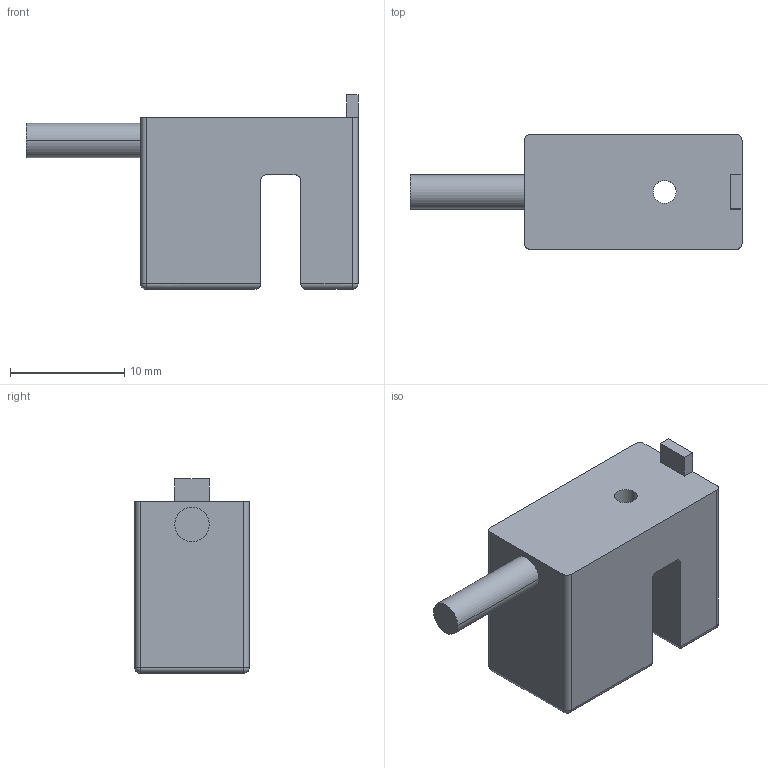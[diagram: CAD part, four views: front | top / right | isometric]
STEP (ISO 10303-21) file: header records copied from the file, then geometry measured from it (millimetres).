
FILE_DESCRIPTION((''),'2;1');
FILE_NAME('CAD1747_SW0001','2012-03-09T',('dhelisch'),(''),'PRO/ENGINEER BY PARAMETRIC TECHNOLOGY CORPORATION, 2007250','PRO/ENGINEER BY PARAMETRIC TECHNOLOGY CORPORATION, 2007250','');
FILE_SCHEMA(('CONFIG_CONTROL_DESIGN'));
Length unit declared in the file: millimetre
Products named in the file (1): CAD1747_SW0001
Bounding box: 29 x 10 x 17 mm (x, y, z)
Surface area: 1495.3 mm2 (no closed solid volume)
Topology: 0 solids, 1 shells, 43 faces, 98 edges, 60 vertices
Faces by surface type: cylinder 22, plane 17, sphere 4
Entity records: 1663 total; most frequent: CARTESIAN_POINT 241, DIRECTION 216, ORIENTED_EDGE 196, EDGE_CURVE 98, AXIS2_PLACEMENT_3D 79, COLOUR_RGB 65, VERTEX_POINT 60, VECTOR 58
